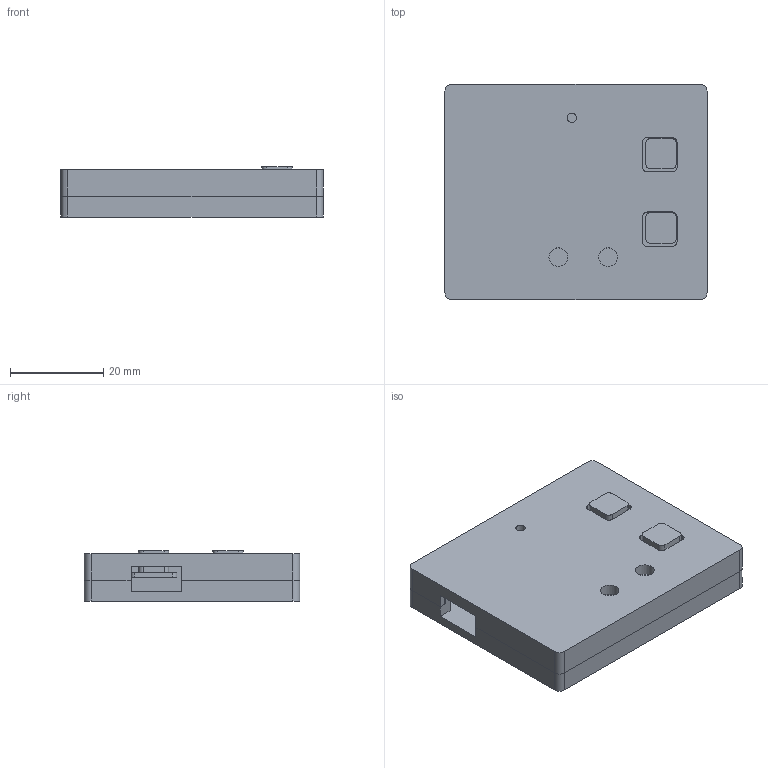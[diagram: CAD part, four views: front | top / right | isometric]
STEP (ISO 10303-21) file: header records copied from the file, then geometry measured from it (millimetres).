
FILE_DESCRIPTION(/* description */ (''),/* implementation_level */ '2;1');
FILE_NAME(/* name */ 'kroneum.step',/* time_stamp */ '2019-03-04T21:22:45+01:00',/* author */ (''),/* organization */ (''),/* preprocessor_version */ 'ST-DEVELOPER v17.2',/* originating_system */ 'Autodesk Translation Framework v7.6.0.251',/* authorisation */ '');
FILE_SCHEMA (('AUTOMOTIVE_DESIGN { 1 0 10303 214 3 1 1 }'));
Length unit declared in the file: millimetre
Products named in the file (2): Enclosure; Button
Assembly tree (2 placements, depth 2):
  Enclosure
    Button  x2
Bounding box: 56.3 x 46.3 x 10.76 mm (x, y, z)
Volume: 14775.2 mm3; surface area: 15154.2 mm2
Topology: 4 solids, 4 shells, 107 faces, 291 edges, 194 vertices
Faces by surface type: plane 64, cylinder 43
Full cylindrical faces by diameter (mm): 2 x1, 4 x2
Entity records: 2898 total; most frequent: DIRECTION 497, CARTESIAN_POINT 497, ORIENTED_EDGE 486, EDGE_CURVE 243, LINE 173, VECTOR 173, VERTEX_POINT 162, AXIS2_PLACEMENT_3D 162
